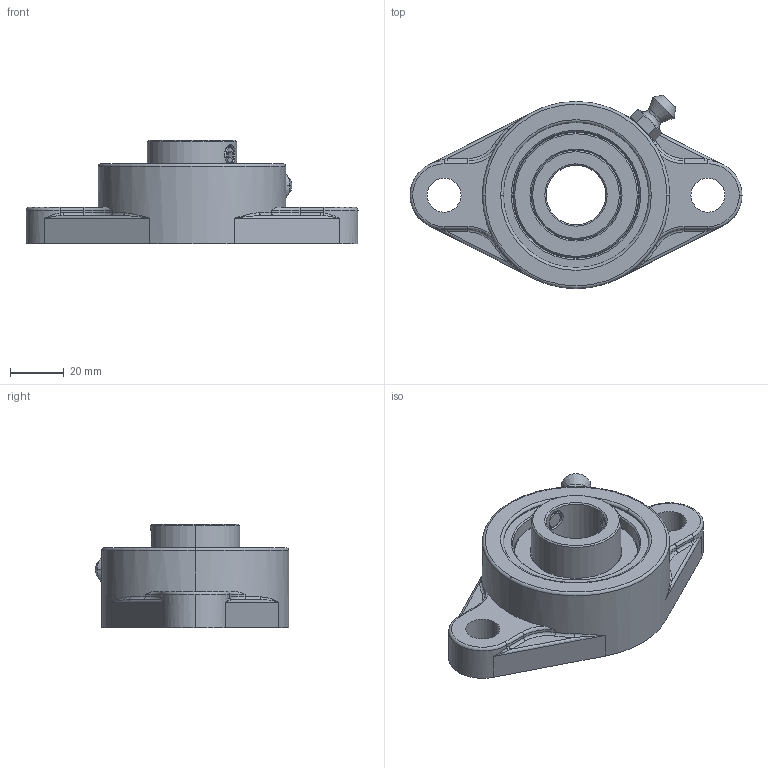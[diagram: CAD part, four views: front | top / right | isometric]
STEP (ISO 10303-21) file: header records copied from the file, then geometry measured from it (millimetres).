
FILE_DESCRIPTION (( 'STEP AP203' ), '1' );
FILE_NAME ('5968K740_TWO-BOLT FLANGE-MOUNT SELF-ALIGNING_5968K74_sldprt.STEP', '2023-01-20T01:33:03', ( '' ), ( '' ), 'SwSTEP 2.0', 'SolidWorks 2022', '' );
FILE_SCHEMA (( 'CONFIG_CONTROL_DESIGN' ));
Length unit declared in the file: inch
Products named in the file (1): 5968K740_TWO-BOLT FLANGE-MOUNT SELF-ALIGNING_5968K74_sldprt
Bounding box: 123.83 x 72.18 x 38.5 mm (x, y, z)
Volume: 109429.3 mm3; surface area: 31001.8 mm2
Topology: 5 solids, 5 shells, 186 faces, 421 edges, 246 vertices
Faces by surface type: cylinder 53, plane 51, cone 39, torus 23, bspline 20
Entity records: 11406 total; most frequent: CARTESIAN_POINT 7273, DIRECTION 864, ORIENTED_EDGE 826, EDGE_CURVE 413, AXIS2_PLACEMENT_3D 350, VERTEX_POINT 246, EDGE_LOOP 207, ADVANCED_FACE 186
